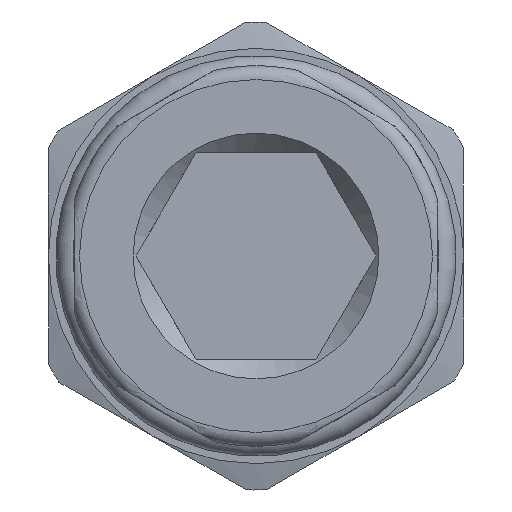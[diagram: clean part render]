
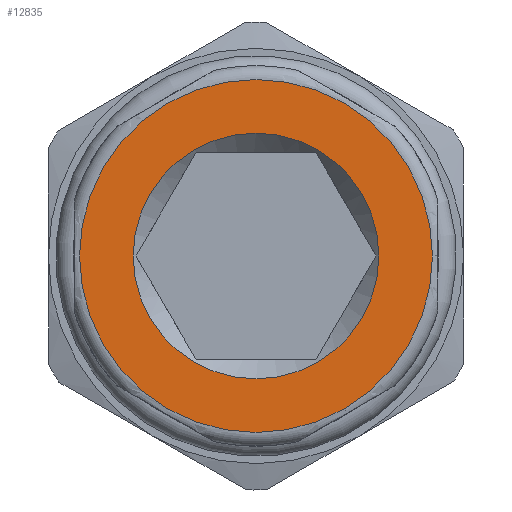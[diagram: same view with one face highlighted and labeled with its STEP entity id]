
A CAD part, left-side view. The second image highlights one B-rep face of the part: STEP entity #12835.
In plain terms, the highlighted planar face has unit normal (-1, 0, 0).
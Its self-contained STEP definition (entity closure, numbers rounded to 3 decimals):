
#127=PLANE('',#13516);
#684=FACE_BOUND('',#1657,.T.);
#938=FACE_OUTER_BOUND('',#1656,.T.);
#1656=EDGE_LOOP('',(#9181,#9182));
#1657=EDGE_LOOP('',(#9183));
#2268=CIRCLE('',#13481,10.2);
#2269=CIRCLE('',#13482,10.2);
#2280=CIRCLE('',#13517,7.1);
#5192=VERTEX_POINT('',#39277);
#5193=VERTEX_POINT('',#39279);
#5205=VERTEX_POINT('',#52873);
#6577=EDGE_CURVE('',#5192,#5193,#2268,.T.);
#6578=EDGE_CURVE('',#5193,#5192,#2269,.T.);
#6680=EDGE_CURVE('',#5205,#5205,#2280,.T.);
#9181=ORIENTED_EDGE('',*,*,#6578,.F.);
#9182=ORIENTED_EDGE('',*,*,#6577,.F.);
#9183=ORIENTED_EDGE('',*,*,#6680,.F.);
#12835=ADVANCED_FACE('',(#938,#684),#127,.T.);
#13481=AXIS2_PLACEMENT_3D('',#39280,#14354,#14355);
#13482=AXIS2_PLACEMENT_3D('',#39281,#14356,#14357);
#13516=AXIS2_PLACEMENT_3D('',#52872,#14509,#14510);
#13517=AXIS2_PLACEMENT_3D('',#52874,#14511,#14512);
#14354=DIRECTION('center_axis',(1.,0.,0.));
#14355=DIRECTION('ref_axis',(0.,-1.,0.));
#14356=DIRECTION('center_axis',(1.,0.,0.));
#14357=DIRECTION('ref_axis',(0.,-1.,0.));
#14509=DIRECTION('center_axis',(-1.,0.,0.));
#14510=DIRECTION('ref_axis',(0.,0.,1.));
#14511=DIRECTION('center_axis',(-1.,0.,0.));
#14512=DIRECTION('ref_axis',(0.,-1.,0.));
#39277=CARTESIAN_POINT('',(0.,0.,10.2));
#39279=CARTESIAN_POINT('',(0.,10.2,0.));
#39280=CARTESIAN_POINT('Origin',(0.,0.,0.));
#39281=CARTESIAN_POINT('Origin',(0.,0.,0.));
#52872=CARTESIAN_POINT('Origin',(0.,8.5,0.));
#52873=CARTESIAN_POINT('',(0.,7.1,0.));
#52874=CARTESIAN_POINT('Origin',(0.,0.,0.));
